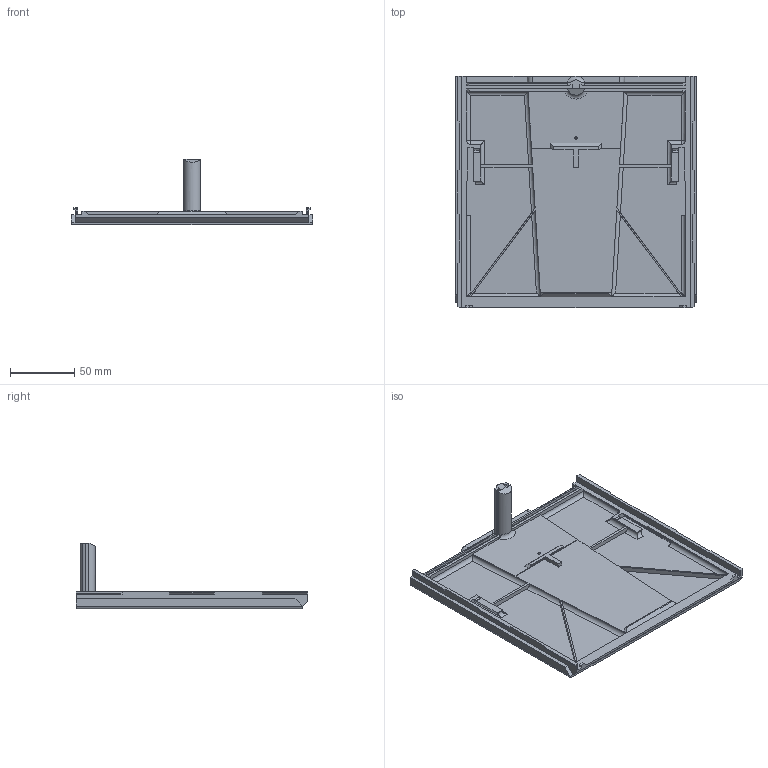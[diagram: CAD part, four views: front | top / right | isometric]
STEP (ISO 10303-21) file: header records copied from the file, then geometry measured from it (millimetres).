
FILE_DESCRIPTION(('HOOPS Exchange Step'),'2;1');
FILE_NAME('temp_export','2021-02-13T00:03:16-23:00',('mobile'),('Shapr3D Limited'),'HOOPS Exchange 2020.2','Shapr3D','Authorized');
FILE_SCHEMA( ('AP203_CONFIGURATION_CONTROLLED_3D_DESIGN_OF_MECHANICAL_PARTS_AND_ASSEMBLIES_MIM_LF') );
Length unit declared in the file: millimetre
Products named in the file (1): C795CCD2-870C-44E8-BCFE-02439FC10B88.tmp
Bounding box: 188 x 180 x 51 mm (x, y, z)
Volume: 178731.5 mm3; surface area: 87929.2 mm2
Topology: 1 solids, 1 shells, 221 faces, 620 edges, 399 vertices
Faces by surface type: plane 176, cylinder 39, sphere 2, torus 2, bspline 2
Full cylindrical faces by diameter (mm): 2 x1
Entity records: 7382 total; most frequent: CARTESIAN_POINT 1624, ORIENTED_EDGE 1236, DIRECTION 1128, EDGE_CURVE 618, VECTOR 528, LINE 528, VERTEX_POINT 399, AXIS2_PLACEMENT_3D 300
